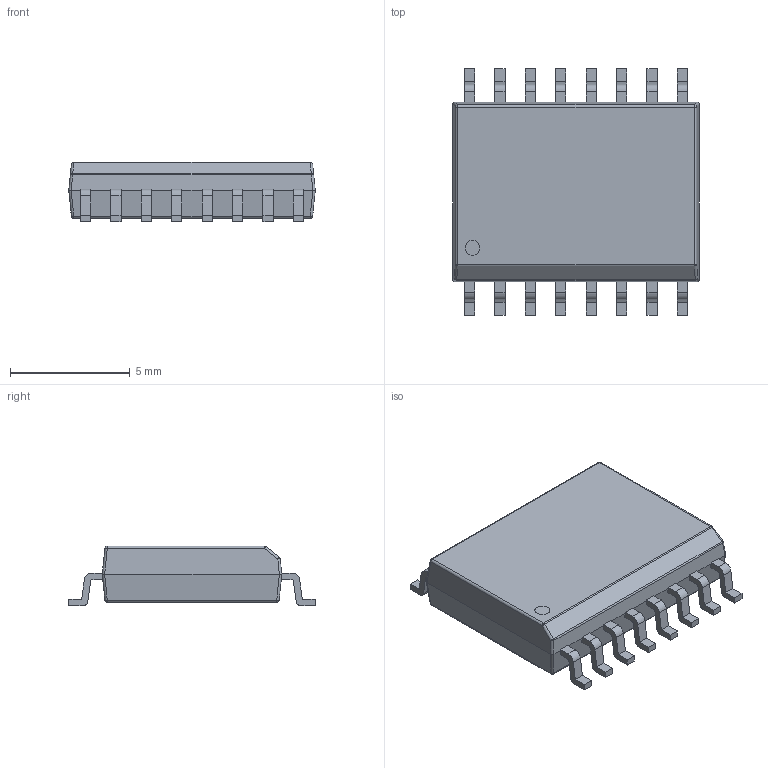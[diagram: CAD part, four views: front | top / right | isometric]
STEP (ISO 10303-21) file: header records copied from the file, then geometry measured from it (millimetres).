
FILE_DESCRIPTION (( 'STEP AP214' ), '1' );
FILE_NAME ('SO-16_L10.3-W7.5-P1.27-LS10.3-BL.STEP', '2021-08-03T02:08:04', ( 'PC' ), ( 'Microsoft' ), 'SwSTEP 2.0', 'SolidWorks 2018', '' );
FILE_SCHEMA (( 'AUTOMOTIVE_DESIGN' ));
Length unit declared in the file: millimetre
Products named in the file (2): SO-16_L10.3-W7.5-P1.27-LS10.3-BL
Bounding box: 10.3 x 10.3 x 2.5 mm (x, y, z)
Volume: 179 mm3; surface area: 273.9 mm2
Topology: 1 solids, 1 shells, 294 faces, 814 edges, 530 vertices
Faces by surface type: plane 201, cylinder 69, bspline 14, sphere 10
Entity records: 13247 total; most frequent: CARTESIAN_POINT 2450, ORIENTED_EDGE 1628, DIRECTION 1476, EDGE_CURVE 814, LINE 652, VECTOR 652, VERTEX_POINT 530, AXIS2_PLACEMENT_3D 412
